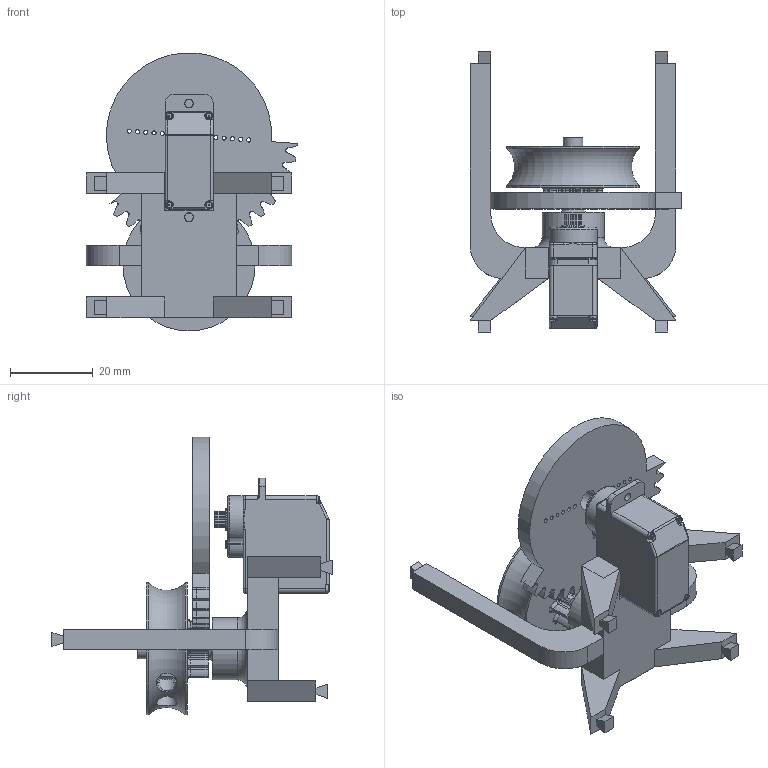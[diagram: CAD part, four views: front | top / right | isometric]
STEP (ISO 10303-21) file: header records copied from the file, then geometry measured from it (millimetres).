
FILE_DESCRIPTION(/* description */ (''),/* implementation_level */ '2;1');
FILE_NAME(/* name */ '5aad47df-598a-40ac-8c67-38db7ce8cae9.stp',/* time_stamp */ '2019-01-08T13:11:53+00:00',/* author */ (''),/* organization */ (''),/* preprocessor_version */ 'ST-DEVELOPER v17.2',/* originating_system */ 'Autodesk Translation Framework v7.6.0.251',/* authorisation */ '');
FILE_SCHEMA (('AUTOMOTIVE_DESIGN { 1 0 10303 214 3 1 1 }'));
Products named in the file (10): folder servo mount; driven gear; Spur Gear (24 teeth); Component4; Component2; Component3; folding gear mount; driving gear; Spur Gear (42 teeth); Emax ES08A
Assembly tree (9 placements, depth 4):
  folder servo mount
    driven gear
      Spur Gear (24 teeth)
        Component4
      Component2
        Component3
    folding gear mount
    driving gear
      Spur Gear (42 teeth)
    Emax ES08A
Bounding box: 51.23 x 67.8 x 67.26 mm (x, y, z)
Volume: 38451.2 mm3; surface area: 20271.3 mm2
Topology: 5 solids, 5 shells, 708 faces, 1888 edges, 1177 vertices
Faces by surface type: plane 247, bspline 244, cylinder 190, torus 25, sphere 2
Full cylindrical faces by diameter (mm): 1 x12, 1.25 x1, 1.75 x4, 2 x2, 2.2 x4, 2.5 x2, 4.8 x2, 5 x4, 15 x2, 32 x2
Entity records: 49788 total; most frequent: CARTESIAN_POINT 33547, ORIENTED_EDGE 3712, DIRECTION 2774, EDGE_CURVE 1856, VERTEX_POINT 1177, AXIS2_PLACEMENT_3D 936, LINE 902, VECTOR 902
